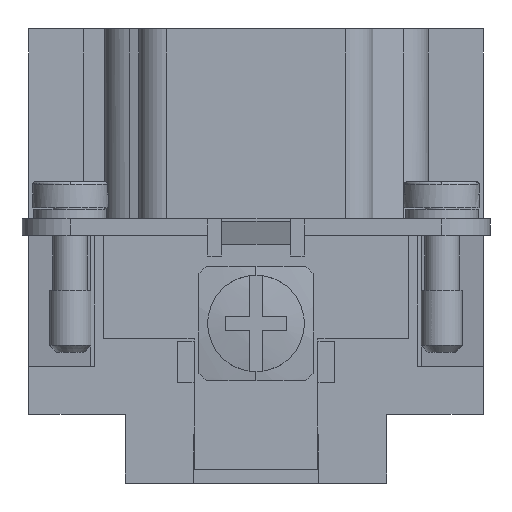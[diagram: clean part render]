
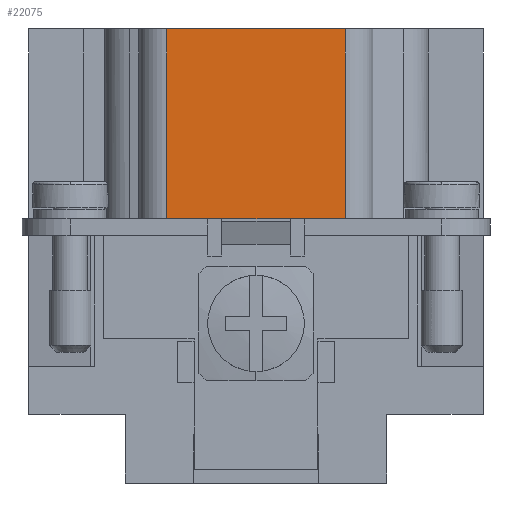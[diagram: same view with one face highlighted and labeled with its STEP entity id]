
A CAD part, left-side view. The second image highlights one B-rep face of the part: STEP entity #22075.
In plain terms, the highlighted planar face has unit normal (-1, 0, 0).
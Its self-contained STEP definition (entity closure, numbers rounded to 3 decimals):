
#18914=CARTESIAN_POINT('',(-31.5,6.5,33.0));
#18915=VERTEX_POINT('',#18914);
#18923=CARTESIAN_POINT('',(-31.5,-6.5,33.0));
#18924=VERTEX_POINT('',#18923);
#18925=CARTESIAN_POINT('',(-31.5,-6.5,33.0));
#18926=DIRECTION('',(0.0,1.0,0.0));
#18927=VECTOR('',#18926,13.);
#18928=LINE('',#18925,#18927);
#18929=EDGE_CURVE('',#18924,#18915,#18928,.T.);
#21033=CARTESIAN_POINT('',(-31.5,-3.5,19.2));
#21034=VERTEX_POINT('',#21033);
#21041=CARTESIAN_POINT('',(-31.5,3.5,19.2));
#21042=VERTEX_POINT('',#21041);
#21043=CARTESIAN_POINT('',(-31.5,3.5,19.2));
#21044=DIRECTION('',(0.0,-1.0,0.0));
#21045=VECTOR('',#21044,7.);
#21046=LINE('',#21043,#21045);
#21047=EDGE_CURVE('',#21042,#21034,#21046,.T.);
#22026=CARTESIAN_POINT('',(-31.5,-6.5,19.2));
#22027=VERTEX_POINT('',#22026);
#22028=CARTESIAN_POINT('',(-31.5,-6.5,19.2));
#22029=DIRECTION('',(0.0,0.0,1.0));
#22030=VECTOR('',#22029,13.8);
#22031=LINE('',#22028,#22030);
#22032=EDGE_CURVE('',#22027,#18924,#22031,.T.);
#22045=CARTESIAN_POINT('',(-31.5,-6.5,19.2));
#22046=DIRECTION('',(-1.0,0.0,0.0));
#22047=DIRECTION('',(0.0,0.0,1.0));
#22048=AXIS2_PLACEMENT_3D('',#22045,#22046,#22047);
#22049=PLANE('',#22048);
#22050=ORIENTED_EDGE('',*,*,#18929,.T.);
#22051=CARTESIAN_POINT('',(-31.5,6.5,19.2));
#22052=VERTEX_POINT('',#22051);
#22053=CARTESIAN_POINT('',(-31.5,6.5,19.2));
#22054=DIRECTION('',(0.0,0.0,1.0));
#22055=VECTOR('',#22054,13.8);
#22056=LINE('',#22053,#22055);
#22057=EDGE_CURVE('',#22052,#18915,#22056,.T.);
#22058=ORIENTED_EDGE('',*,*,#22057,.F.);
#22059=CARTESIAN_POINT('',(-31.5,3.5,19.2));
#22060=DIRECTION('',(0.0,1.0,0.0));
#22061=VECTOR('',#22060,3.);
#22062=LINE('',#22059,#22061);
#22063=EDGE_CURVE('',#21042,#22052,#22062,.T.);
#22064=ORIENTED_EDGE('',*,*,#22063,.F.);
#22065=ORIENTED_EDGE('',*,*,#21047,.T.);
#22066=CARTESIAN_POINT('',(-31.5,-6.5,19.2));
#22067=DIRECTION('',(0.0,1.0,0.0));
#22068=VECTOR('',#22067,3.);
#22069=LINE('',#22066,#22068);
#22070=EDGE_CURVE('',#22027,#21034,#22069,.T.);
#22071=ORIENTED_EDGE('',*,*,#22070,.F.);
#22072=ORIENTED_EDGE('',*,*,#22032,.T.);
#22073=EDGE_LOOP('',(#22050,#22058,#22064,#22065,#22071,#22072));
#22074=FACE_OUTER_BOUND('',#22073,.T.);
#22075=ADVANCED_FACE('',(#22074),#22049,.T.);
